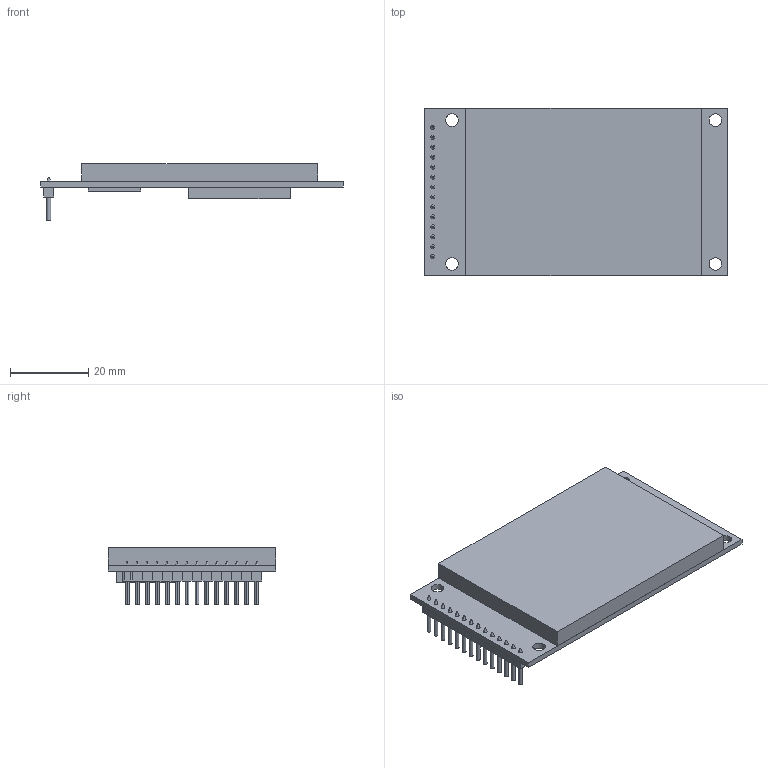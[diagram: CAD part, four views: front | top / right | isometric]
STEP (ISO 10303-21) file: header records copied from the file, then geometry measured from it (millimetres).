
FILE_DESCRIPTION (( 'STEP AP214' ), '1' );
FILE_NAME ('2.4_TFT_TOUCH.STEP', '2016-09-09T17:36:19', ( 'Nirgal' ), ( '' ), 'SwSTEP 2.0', 'SolidWorks 2015', '' );
FILE_SCHEMA (( 'AUTOMOTIVE_DESIGN' ));
Length unit declared in the file: millimetre
Products named in the file (1): 2.4_TFT_TOUCH
Bounding box: 77.18 x 42.72 x 14.5 mm (x, y, z)
Volume: 18508.2 mm3; surface area: 16215.8 mm2
Topology: 45 solids, 45 shells, 310 faces, 632 edges, 412 vertices
Faces by surface type: plane 214, cylinder 68, cone 28
Entity records: 11284 total; most frequent: DIRECTION 1418, CARTESIAN_POINT 1355, ORIENTED_EDGE 1264, EDGE_CURVE 632, AXIS2_PLACEMENT_3D 475, LINE 468, VECTOR 468, VERTEX_POINT 412
